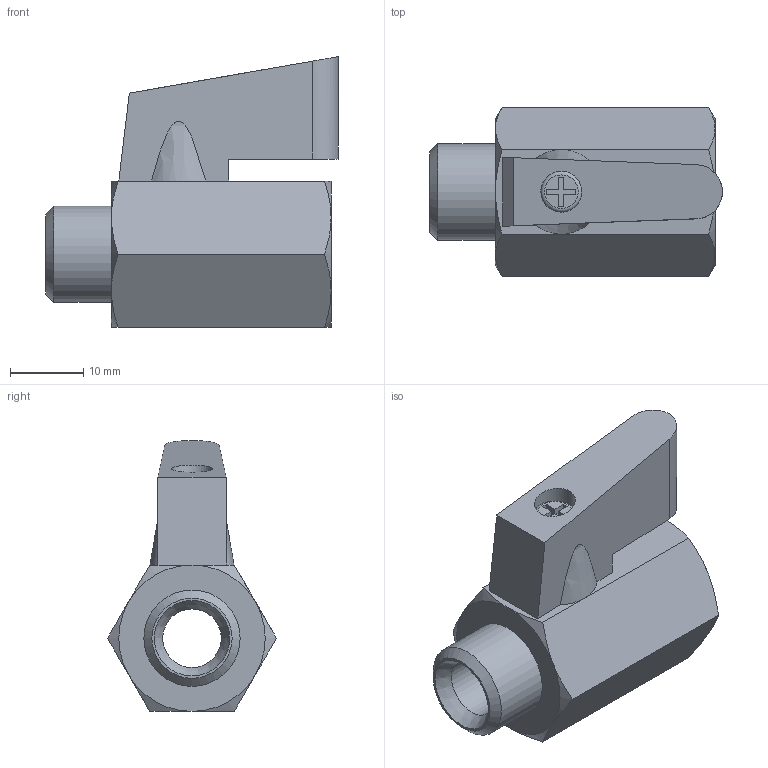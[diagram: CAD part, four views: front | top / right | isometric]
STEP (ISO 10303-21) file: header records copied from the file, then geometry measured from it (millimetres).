
FILE_DESCRIPTION(( 'MV.25.00.14.STP' ), '1');
FILE_NAME( 'MV.25.00.14.STP', '2018-09-18T09:35:25',( 'Sopra'),('sopra-pneumatic.com'), 'SwSTEP 2.0','SolidWorks 2009','' );
FILE_SCHEMA (('AUTOMOTIVE_DESIGN { 1 0 10303 214 1 1 1 1 }'));
Length unit declared in the file: millimetre
Products named in the file (4): Root; ROTATIONSTEIL_0; Schraube; Griff
Assembly tree (3 placements, depth 2):
  Root
    ROTATIONSTEIL_0
    Schraube
    Griff
Bounding box: 40 x 23.09 x 37 mm (x, y, z)
Volume: 11292 mm3; surface area: 6212.1 mm2
Topology: 3 solids, 3 shells, 67 faces, 152 edges, 98 vertices
Faces by surface type: plane 39, cone 18, cylinder 9, torus 1
Full cylindrical faces by diameter (mm): 2.5 x1, 2.8 x1, 5.6 x2, 7.8 x1, 8 x1, 11.445 x1, 13.157 x1
Entity records: 3208 total; most frequent: DIRECTION 342, CARTESIAN_POINT 300, PRESENTATION_STYLE_ASSIGNMENT 271, COLOUR_RGB 271, DRAUGHTING_PRE_DEFINED_CURVE_FONT 268, CURVE_STYLE 268, OVER_RIDING_STYLED_ITEM 268, ORIENTED_EDGE 268
